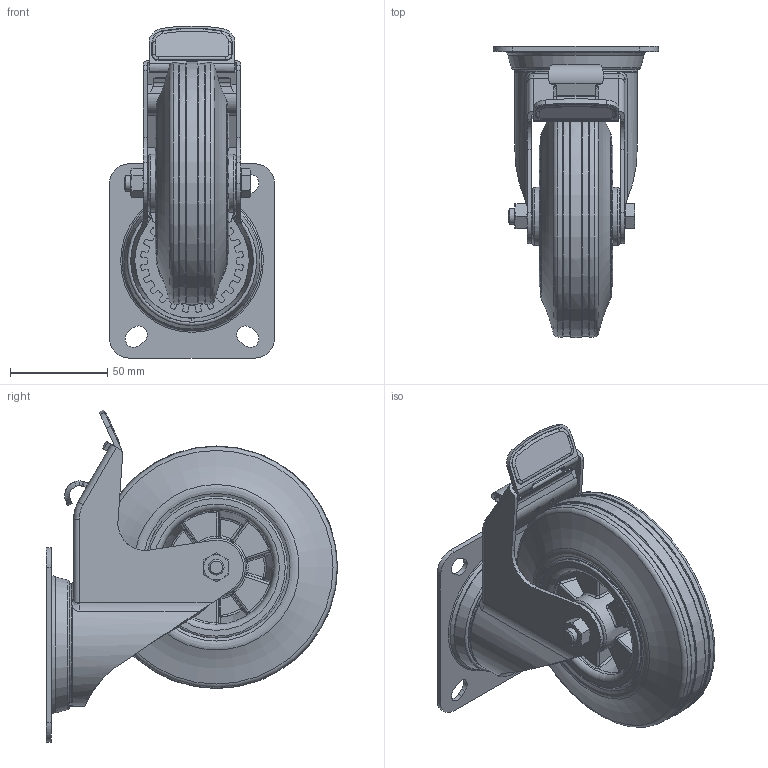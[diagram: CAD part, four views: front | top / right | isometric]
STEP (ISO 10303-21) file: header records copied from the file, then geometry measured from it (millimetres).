
FILE_DESCRIPTION(/* description */ (''),/* implementation_level */ '2;1');
FILE_NAME(/* name */ 'Syskomp 412259791 Lenkrolle mit Anbauflansch D125.stp',/* time_stamp */ '2015-09-02T12:03:14+02:00',/* author */ ('mstrom'),/* organization */ (''),/* preprocessor_version */ 'ST-DEVELOPER v15.2',/* originating_system */ 'Autodesk Inventor 2014',/* authorisation */ '');
FILE_SCHEMA (('AUTOMOTIVE_DESIGN { 1 0 10303 214 3 1 1 }'));
Length unit declared in the file: millimetre
Products named in the file (1): 412259791 Lenkrolle mit Anbauflansch D125
Bounding box: 85 x 150 x 171 mm (x, y, z)
Volume: 444600.2 mm3; surface area: 114243.6 mm2
Topology: 3 solids, 3 shells, 1024 faces, 2758 edges, 1715 vertices
Faces by surface type: cylinder 332, plane 285, bspline 207, torus 110, cone 50, sphere 40
Full cylindrical faces by diameter (mm): 8 x2, 12.3 x1, 13 x1, 18.6 x1, 20.672 x1, 59 x2, 73 x2
Entity records: 53738 total; most frequent: CARTESIAN_POINT 29860, ORIENTED_EDGE 5236, DIRECTION 4724, EDGE_CURVE 2618, AXIS2_PLACEMENT_3D 1854, VERTEX_POINT 1686, EDGE_LOOP 1124, FACE_OUTER_BOUND 1024
